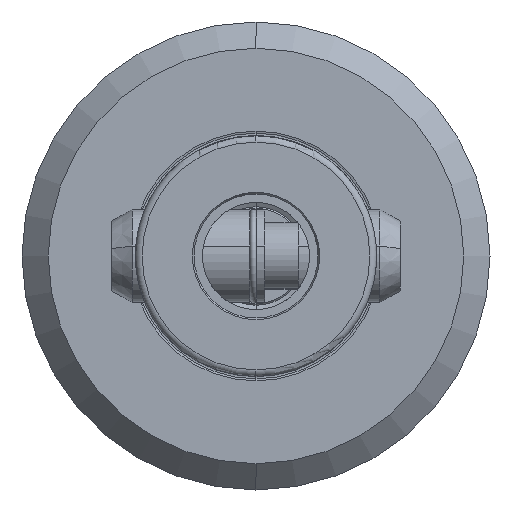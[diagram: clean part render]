
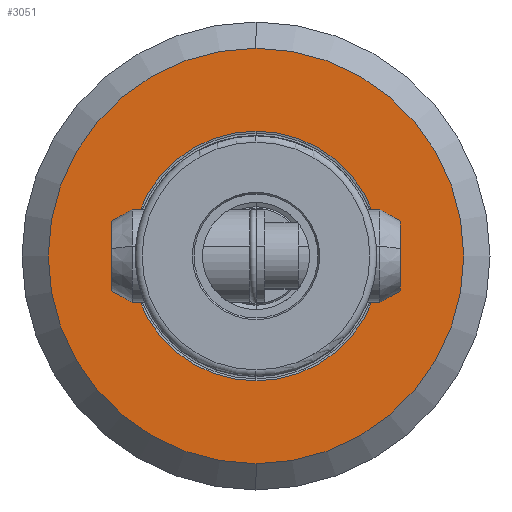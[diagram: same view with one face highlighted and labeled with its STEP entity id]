
A CAD part, left-side view. The second image highlights one B-rep face of the part: STEP entity #3051.
In plain terms, the highlighted planar face has unit normal (-1, 0, 0).
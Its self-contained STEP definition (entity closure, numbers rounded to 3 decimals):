
#101 = DIRECTION ( 'NONE',  ( -1., 0., 0. ) ) ;
#376 = AXIS2_PLACEMENT_3D ( 'NONE', #4403, #1753, #6472 ) ;
#380 = CIRCLE ( 'NONE', #4973, 18.639 ) ;
#408 = AXIS2_PLACEMENT_3D ( 'NONE', #1902, #786, #5331 ) ;
#785 = ORIENTED_EDGE ( 'NONE', *, *, #2243, .T. ) ;
#786 = DIRECTION ( 'NONE',  ( 1., 0., 0. ) ) ;
#1190 = EDGE_LOOP ( 'NONE', ( #785, #1419 ) ) ;
#1262 = CARTESIAN_POINT ( 'NONE',  ( 40., 0., 0. ) ) ;
#1360 = FACE_OUTER_BOUND ( 'NONE', #1190, .T. ) ;
#1382 = CARTESIAN_POINT ( 'NONE',  ( 40., 0., 0. ) ) ;
#1419 = ORIENTED_EDGE ( 'NONE', *, *, #2462, .T. ) ;
#1753 = DIRECTION ( 'NONE',  ( -1., 0., 0. ) ) ;
#1902 = CARTESIAN_POINT ( 'NONE',  ( 40., 18.639, 0. ) ) ;
#2108 = DIRECTION ( 'NONE',  ( 0., 0., 1. ) ) ;
#2243 = EDGE_CURVE ( 'NONE', #5971, #8539, #6185, .T. ) ;
#2462 = EDGE_CURVE ( 'NONE', #8539, #5971, #5867, .T. ) ;
#2845 = CARTESIAN_POINT ( 'NONE',  ( 40., 0., -31. ) ) ;
#3027 = CARTESIAN_POINT ( 'NONE',  ( 40., 0., 31. ) ) ;
#3051 = ADVANCED_FACE ( 'NONE', ( #7234, #1360 ), #5300, .F. ) ;
#3773 = ORIENTED_EDGE ( 'NONE', *, *, #7362, .F. ) ;
#3848 = CARTESIAN_POINT ( 'NONE',  ( 40., 0., -18.639 ) ) ;
#4025 = CIRCLE ( 'NONE', #376, 18.639 ) ;
#4193 = AXIS2_PLACEMENT_3D ( 'NONE', #1262, #5936, #7328 ) ;
#4285 = VERTEX_POINT ( 'NONE', #8522 ) ;
#4403 = CARTESIAN_POINT ( 'NONE',  ( 40., 0., 0. ) ) ;
#4539 = DIRECTION ( 'NONE',  ( 0., 0., 1. ) ) ;
#4766 = AXIS2_PLACEMENT_3D ( 'NONE', #6487, #7868, #4539 ) ;
#4973 = AXIS2_PLACEMENT_3D ( 'NONE', #1382, #101, #2108 ) ;
#5300 = PLANE ( 'NONE',  #408 ) ;
#5331 = DIRECTION ( 'NONE',  ( 0., 0., -1. ) ) ;
#5430 = ORIENTED_EDGE ( 'NONE', *, *, #6750, .F. ) ;
#5867 = CIRCLE ( 'NONE', #4766, 31. ) ;
#5936 = DIRECTION ( 'NONE',  ( -1., 0., 0. ) ) ;
#5971 = VERTEX_POINT ( 'NONE', #2845 ) ;
#6185 = CIRCLE ( 'NONE', #4193, 31. ) ;
#6472 = DIRECTION ( 'NONE',  ( 0., 0., 1. ) ) ;
#6487 = CARTESIAN_POINT ( 'NONE',  ( 40., 0., 0. ) ) ;
#6750 = EDGE_CURVE ( 'NONE', #7073, #4285, #380, .T. ) ;
#6784 = EDGE_LOOP ( 'NONE', ( #3773, #5430 ) ) ;
#7073 = VERTEX_POINT ( 'NONE', #3848 ) ;
#7234 = FACE_BOUND ( 'NONE', #6784, .T. ) ;
#7328 = DIRECTION ( 'NONE',  ( 0., 0., 1. ) ) ;
#7362 = EDGE_CURVE ( 'NONE', #4285, #7073, #4025, .T. ) ;
#7868 = DIRECTION ( 'NONE',  ( -1., 0., 0. ) ) ;
#8522 = CARTESIAN_POINT ( 'NONE',  ( 40., 0., 18.639 ) ) ;
#8539 = VERTEX_POINT ( 'NONE', #3027 ) ;
